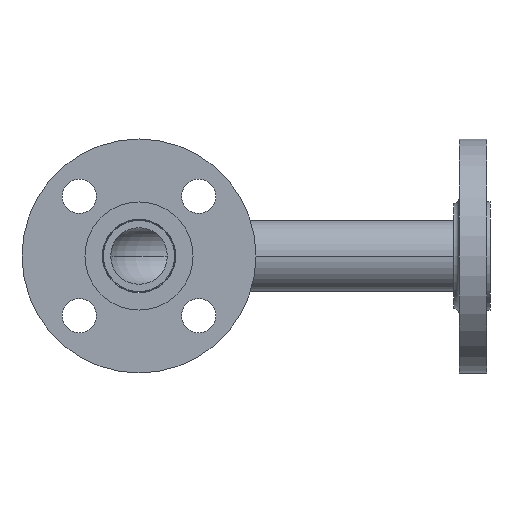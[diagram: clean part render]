
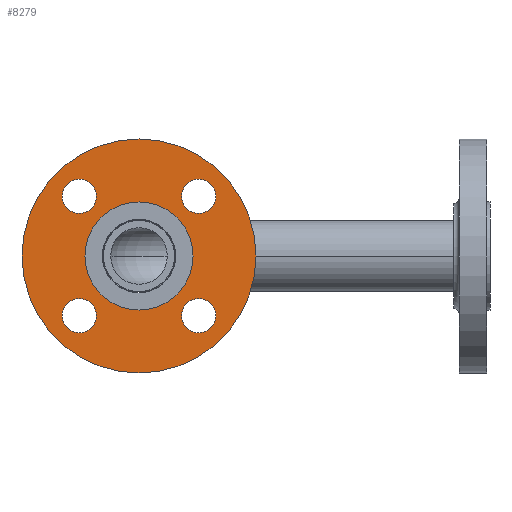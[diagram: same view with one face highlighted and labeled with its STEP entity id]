
A CAD part, front view. The second image highlights one B-rep face of the part: STEP entity #8279.
In plain terms, the highlighted face is planar.
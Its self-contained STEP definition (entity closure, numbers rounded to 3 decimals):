
#12 = CARTESIAN_POINT ( 'NONE',  ( -36.072, -28.072, -1.6 ) ) ;
#109 = DIRECTION ( 'NONE',  ( 0., 0., 1. ) ) ;
#123 = EDGE_CURVE ( 'NONE', #2657, #368, #5194, .T. ) ;
#203 = DIRECTION ( 'NONE',  ( 0., 1., 0. ) ) ;
#368 = VERTEX_POINT ( 'NONE', #5326 ) ;
#418 = ORIENTED_EDGE ( 'NONE', *, *, #1173, .F. ) ;
#699 = ORIENTED_EDGE ( 'NONE', *, *, #123, .T. ) ;
#736 = DIRECTION ( 'NONE',  ( 1., 0., 0. ) ) ;
#750 = DIRECTION ( 'NONE',  ( 0., 0., -1. ) ) ;
#862 = CARTESIAN_POINT ( 'NONE',  ( 0., 0., -1.6 ) ) ;
#931 = VERTEX_POINT ( 'NONE', #3055 ) ;
#965 = ORIENTED_EDGE ( 'NONE', *, *, #5707, .F. ) ;
#987 = DIRECTION ( 'NONE',  ( 0., 0., 1. ) ) ;
#1173 = EDGE_CURVE ( 'NONE', #1752, #9817, #1414, .T. ) ;
#1188 = EDGE_LOOP ( 'NONE', ( #10483, #2882 ) ) ;
#1218 = CIRCLE ( 'NONE', #10626, 8. ) ;
#1294 = DIRECTION ( 'NONE',  ( 0., 0., 1. ) ) ;
#1414 = CIRCLE ( 'NONE', #5666, 8. ) ;
#1417 = EDGE_CURVE ( 'NONE', #3906, #11658, #8348, .T. ) ;
#1451 = CARTESIAN_POINT ( 'NONE',  ( 55., 0., -1.6 ) ) ;
#1454 = AXIS2_PLACEMENT_3D ( 'NONE', #5212, #750, #5287 ) ;
#1703 = CIRCLE ( 'NONE', #2580, 25.4 ) ;
#1752 = VERTEX_POINT ( 'NONE', #12517 ) ;
#1770 = EDGE_LOOP ( 'NONE', ( #9122, #9797 ) ) ;
#1800 = FACE_BOUND ( 'NONE', #1770, .T. ) ;
#1851 = DIRECTION ( 'NONE',  ( 0., 0., 1. ) ) ;
#1855 = CARTESIAN_POINT ( 'NONE',  ( 0., 0., -1.6 ) ) ;
#1862 = FACE_BOUND ( 'NONE', #7146, .T. ) ;
#1976 = CARTESIAN_POINT ( 'NONE',  ( 28.072, -28.072, -1.6 ) ) ;
#2032 = EDGE_LOOP ( 'NONE', ( #699, #12945 ) ) ;
#2077 = EDGE_LOOP ( 'NONE', ( #418, #12728 ) ) ;
#2297 = CARTESIAN_POINT ( 'NONE',  ( 28.072, -20.072, -1.6 ) ) ;
#2425 = DIRECTION ( 'NONE',  ( 0., -1., 0. ) ) ;
#2580 = AXIS2_PLACEMENT_3D ( 'NONE', #862, #3997, #2952 ) ;
#2657 = VERTEX_POINT ( 'NONE', #1451 ) ;
#2708 = EDGE_CURVE ( 'NONE', #2796, #5012, #12621, .T. ) ;
#2796 = VERTEX_POINT ( 'NONE', #12 ) ;
#2882 = ORIENTED_EDGE ( 'NONE', *, *, #12575, .F. ) ;
#2888 = CARTESIAN_POINT ( 'NONE',  ( -28.072, 36.072, -1.6 ) ) ;
#2902 = CARTESIAN_POINT ( 'NONE',  ( 28.072, 28.072, -1.6 ) ) ;
#2904 = CARTESIAN_POINT ( 'NONE',  ( -28.072, -28.072, -1.6 ) ) ;
#2952 = DIRECTION ( 'NONE',  ( 1., 0., 0. ) ) ;
#3027 = DIRECTION ( 'NONE',  ( 0., 0., 1. ) ) ;
#3055 = CARTESIAN_POINT ( 'NONE',  ( -28.072, 20.072, -1.6 ) ) ;
#3145 = CARTESIAN_POINT ( 'NONE',  ( -28.072, 28.072, -1.6 ) ) ;
#3553 = EDGE_CURVE ( 'NONE', #5269, #4861, #8143, .T. ) ;
#3745 = DIRECTION ( 'NONE',  ( 0., 0., 1. ) ) ;
#3906 = VERTEX_POINT ( 'NONE', #5256 ) ;
#3997 = DIRECTION ( 'NONE',  ( 0., 0., 1. ) ) ;
#4072 = CARTESIAN_POINT ( 'NONE',  ( -28.072, -28.072, -1.6 ) ) ;
#4133 = DIRECTION ( 'NONE',  ( 0., 0., 1. ) ) ;
#4574 = AXIS2_PLACEMENT_3D ( 'NONE', #4072, #3027, #11610 ) ;
#4721 = ORIENTED_EDGE ( 'NONE', *, *, #13673, .F. ) ;
#4861 = VERTEX_POINT ( 'NONE', #13102 ) ;
#4893 = ORIENTED_EDGE ( 'NONE', *, *, #3553, .F. ) ;
#4915 = DIRECTION ( 'NONE',  ( 0., -1., 0. ) ) ;
#5012 = VERTEX_POINT ( 'NONE', #5340 ) ;
#5140 = DIRECTION ( 'NONE',  ( 1., 0., 0. ) ) ;
#5146 = PLANE ( 'NONE',  #1454 ) ;
#5194 = CIRCLE ( 'NONE', #13053, 55. ) ;
#5212 = CARTESIAN_POINT ( 'NONE',  ( 0., 25.4, -1.6 ) ) ;
#5256 = CARTESIAN_POINT ( 'NONE',  ( -25.4, 0., -1.6 ) ) ;
#5269 = VERTEX_POINT ( 'NONE', #11896 ) ;
#5287 = DIRECTION ( 'NONE',  ( -1., 0., 0. ) ) ;
#5326 = CARTESIAN_POINT ( 'NONE',  ( -55., 0., -1.6 ) ) ;
#5340 = CARTESIAN_POINT ( 'NONE',  ( -20.072, -28.072, -1.6 ) ) ;
#5498 = DIRECTION ( 'NONE',  ( 0., 1., 0. ) ) ;
#5666 = AXIS2_PLACEMENT_3D ( 'NONE', #1976, #4133, #4915 ) ;
#5707 = EDGE_CURVE ( 'NONE', #4861, #5269, #7697, .T. ) ;
#5918 = AXIS2_PLACEMENT_3D ( 'NONE', #13103, #109, #2425 ) ;
#6163 = AXIS2_PLACEMENT_3D ( 'NONE', #3145, #9628, #203 ) ;
#6210 = DIRECTION ( 'NONE',  ( 0., 0., 1. ) ) ;
#6381 = CIRCLE ( 'NONE', #4574, 8. ) ;
#6554 = AXIS2_PLACEMENT_3D ( 'NONE', #2904, #11414, #13635 ) ;
#6556 = CARTESIAN_POINT ( 'NONE',  ( -28.072, 28.072, -1.6 ) ) ;
#6583 = CIRCLE ( 'NONE', #5918, 8. ) ;
#6806 = AXIS2_PLACEMENT_3D ( 'NONE', #11363, #12611, #11425 ) ;
#7062 = CIRCLE ( 'NONE', #12672, 55. ) ;
#7146 = EDGE_LOOP ( 'NONE', ( #4721, #7196 ) ) ;
#7196 = ORIENTED_EDGE ( 'NONE', *, *, #1417, .F. ) ;
#7228 = VERTEX_POINT ( 'NONE', #2888 ) ;
#7697 = CIRCLE ( 'NONE', #8591, 8. ) ;
#7778 = EDGE_LOOP ( 'NONE', ( #4893, #965 ) ) ;
#8143 = CIRCLE ( 'NONE', #6806, 8. ) ;
#8177 = EDGE_CURVE ( 'NONE', #9817, #1752, #6583, .T. ) ;
#8279 = ADVANCED_FACE ( 'NONE', ( #1800, #10501, #8317, #8386, #1862, #11687 ), #5146, .F. ) ;
#8317 = FACE_BOUND ( 'NONE', #2077, .T. ) ;
#8348 = CIRCLE ( 'NONE', #11721, 25.4 ) ;
#8386 = FACE_BOUND ( 'NONE', #7778, .T. ) ;
#8556 = CARTESIAN_POINT ( 'NONE',  ( 25.4, 0., -1.6 ) ) ;
#8591 = AXIS2_PLACEMENT_3D ( 'NONE', #2902, #1851, #736 ) ;
#8614 = EDGE_CURVE ( 'NONE', #7228, #931, #1218, .T. ) ;
#8809 = DIRECTION ( 'NONE',  ( 1., 0., 0. ) ) ;
#8846 = CIRCLE ( 'NONE', #6163, 8. ) ;
#9122 = ORIENTED_EDGE ( 'NONE', *, *, #8614, .F. ) ;
#9628 = DIRECTION ( 'NONE',  ( 0., 0., 1. ) ) ;
#9797 = ORIENTED_EDGE ( 'NONE', *, *, #11567, .F. ) ;
#9817 = VERTEX_POINT ( 'NONE', #2297 ) ;
#10483 = ORIENTED_EDGE ( 'NONE', *, *, #2708, .F. ) ;
#10501 = FACE_BOUND ( 'NONE', #1188, .T. ) ;
#10626 = AXIS2_PLACEMENT_3D ( 'NONE', #6556, #1294, #5498 ) ;
#11069 = CARTESIAN_POINT ( 'NONE',  ( 0., 0., -1.6 ) ) ;
#11363 = CARTESIAN_POINT ( 'NONE',  ( 28.072, 28.072, -1.6 ) ) ;
#11414 = DIRECTION ( 'NONE',  ( 0., 0., 1. ) ) ;
#11425 = DIRECTION ( 'NONE',  ( 1., 0., 0. ) ) ;
#11525 = CARTESIAN_POINT ( 'NONE',  ( 0., 0., -1.6 ) ) ;
#11567 = EDGE_CURVE ( 'NONE', #931, #7228, #8846, .T. ) ;
#11610 = DIRECTION ( 'NONE',  ( -1., 0., 0. ) ) ;
#11658 = VERTEX_POINT ( 'NONE', #8556 ) ;
#11687 = FACE_OUTER_BOUND ( 'NONE', #2032, .T. ) ;
#11721 = AXIS2_PLACEMENT_3D ( 'NONE', #1855, #6210, #5140 ) ;
#11896 = CARTESIAN_POINT ( 'NONE',  ( 36.072, 28.072, -1.6 ) ) ;
#12517 = CARTESIAN_POINT ( 'NONE',  ( 28.072, -36.072, -1.6 ) ) ;
#12575 = EDGE_CURVE ( 'NONE', #5012, #2796, #6381, .T. ) ;
#12611 = DIRECTION ( 'NONE',  ( 0., 0., 1. ) ) ;
#12621 = CIRCLE ( 'NONE', #6554, 8. ) ;
#12672 = AXIS2_PLACEMENT_3D ( 'NONE', #11069, #3745, #8809 ) ;
#12728 = ORIENTED_EDGE ( 'NONE', *, *, #8177, .F. ) ;
#12845 = DIRECTION ( 'NONE',  ( 1., 0., 0. ) ) ;
#12899 = EDGE_CURVE ( 'NONE', #368, #2657, #7062, .T. ) ;
#12945 = ORIENTED_EDGE ( 'NONE', *, *, #12899, .T. ) ;
#13053 = AXIS2_PLACEMENT_3D ( 'NONE', #11525, #987, #12845 ) ;
#13102 = CARTESIAN_POINT ( 'NONE',  ( 20.072, 28.072, -1.6 ) ) ;
#13103 = CARTESIAN_POINT ( 'NONE',  ( 28.072, -28.072, -1.6 ) ) ;
#13635 = DIRECTION ( 'NONE',  ( -1., 0., 0. ) ) ;
#13673 = EDGE_CURVE ( 'NONE', #11658, #3906, #1703, .T. ) ;
